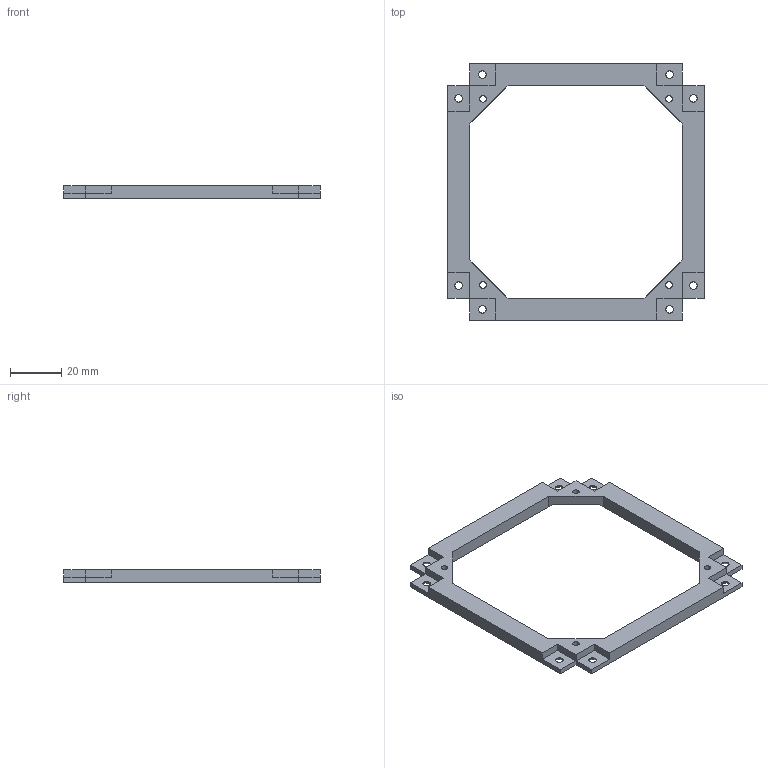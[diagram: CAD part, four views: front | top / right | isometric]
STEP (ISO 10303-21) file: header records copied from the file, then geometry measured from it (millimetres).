
FILE_DESCRIPTION (( 'STEP AP203' ), '1' );
FILE_NAME ('peça esqueleto-v2.STEP', '2020-11-04T11:36:58', ( '' ), ( '' ), 'SwSTEP 2.0', 'SolidWorks 2019', '' );
FILE_SCHEMA (( 'CONFIG_CONTROL_DESIGN' ));
Length unit declared in the file: millimetre
Products named in the file (1): pe蓷 esqueleto-v2
Bounding box: 100 x 100 x 5 mm (x, y, z)
Volume: 13530.8 mm3; surface area: 10057.1 mm2
Topology: 1 solids, 1 shells, 110 faces, 280 edges, 172 vertices
Faces by surface type: plane 62, cone 24, cylinder 24
Entity records: 3393 total; most frequent: DIRECTION 574, CARTESIAN_POINT 563, ORIENTED_EDGE 560, EDGE_CURVE 280, LINE 208, VECTOR 208, AXIS2_PLACEMENT_3D 183, VERTEX_POINT 172
